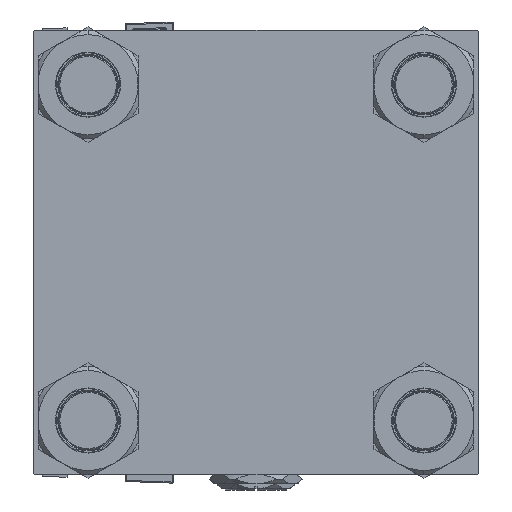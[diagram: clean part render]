
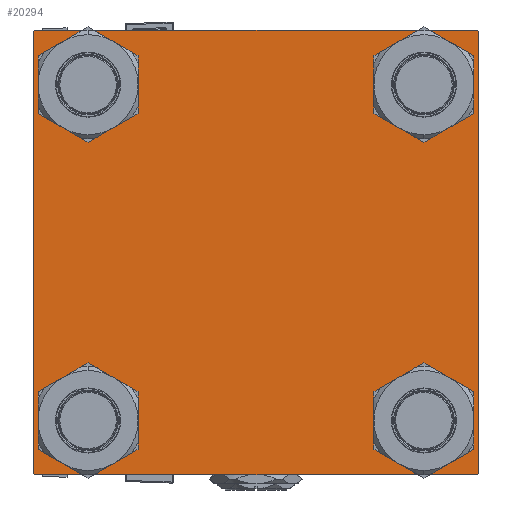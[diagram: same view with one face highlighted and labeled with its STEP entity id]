
A CAD part, left-side view. The second image highlights one B-rep face of the part: STEP entity #20294.
In plain terms, the highlighted planar face has unit normal (-1, 0, 0).
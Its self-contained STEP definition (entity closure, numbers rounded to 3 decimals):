
#273 = DIRECTION ( 'NONE',  ( 1., 0., 0. ) ) ;
#637 = VERTEX_POINT ( 'NONE', #8767 ) ;
#2032 = VERTEX_POINT ( 'NONE', #19517 ) ;
#2033 = FACE_OUTER_BOUND ( 'NONE', #10878, .T. ) ;
#2582 = LINE ( 'NONE', #44552, #26511 ) ;
#2869 = CARTESIAN_POINT ( 'NONE',  ( 0., 77.45, 63.45 ) ) ;
#3373 = CARTESIAN_POINT ( 'NONE',  ( 0., 102.25, -102.25 ) ) ;
#4294 = VERTEX_POINT ( 'NONE', #54324 ) ;
#5044 = CARTESIAN_POINT ( 'NONE',  ( 0., 102.5, 102. ) ) ;
#5826 = ORIENTED_EDGE ( 'NONE', *, *, #38115, .T. ) ;
#5912 = PLANE ( 'NONE',  #46865 ) ;
#6460 = FACE_BOUND ( 'NONE', #53923, .T. ) ;
#6609 = CARTESIAN_POINT ( 'NONE',  ( 0., -77.45, 77.45 ) ) ;
#7776 = CARTESIAN_POINT ( 'NONE',  ( 0., -102.5, -102. ) ) ;
#8293 = VERTEX_POINT ( 'NONE', #54257 ) ;
#8298 = VERTEX_POINT ( 'NONE', #2869 ) ;
#8536 = VERTEX_POINT ( 'NONE', #54116 ) ;
#8638 = VECTOR ( 'NONE', #13704, 1000. ) ;
#8767 = CARTESIAN_POINT ( 'NONE',  ( 0., 77.45, -91.45 ) ) ;
#9264 = EDGE_CURVE ( 'NONE', #8298, #4294, #19762, .T. ) ;
#9427 = EDGE_CURVE ( 'NONE', #4294, #8298, #26868, .T. ) ;
#9625 = ORIENTED_EDGE ( 'NONE', *, *, #38580, .T. ) ;
#9884 = EDGE_CURVE ( 'NONE', #21271, #10307, #25892, .T. ) ;
#10307 = VERTEX_POINT ( 'NONE', #38598 ) ;
#10316 = LINE ( 'NONE', #23111, #21021 ) ;
#10878 = EDGE_LOOP ( 'NONE', ( #47724, #26807, #48748, #32486, #31164, #35835, #33367, #5826 ) ) ;
#10896 = CARTESIAN_POINT ( 'NONE',  ( 0., -77.45, 77.45 ) ) ;
#11498 = DIRECTION ( 'NONE',  ( 0., 0., 1. ) ) ;
#11648 = DIRECTION ( 'NONE',  ( 1., 0., 0. ) ) ;
#13303 = CARTESIAN_POINT ( 'NONE',  ( 0., 77.45, 77.45 ) ) ;
#13379 = VECTOR ( 'NONE', #42560, 1000. ) ;
#13704 = DIRECTION ( 'NONE',  ( 0., 0.707, -0.707 ) ) ;
#14046 = EDGE_CURVE ( 'NONE', #637, #8536, #46631, .T. ) ;
#14257 = FACE_BOUND ( 'NONE', #51582, .T. ) ;
#15141 = CARTESIAN_POINT ( 'NONE',  ( 0., -77.45, -77.45 ) ) ;
#15631 = AXIS2_PLACEMENT_3D ( 'NONE', #6609, #18856, #35804 ) ;
#15727 = CIRCLE ( 'NONE', #19269, 14. ) ;
#15959 = CIRCLE ( 'NONE', #22172, 14. ) ;
#16088 = AXIS2_PLACEMENT_3D ( 'NONE', #46630, #43010, #21639 ) ;
#16729 = EDGE_CURVE ( 'NONE', #26406, #38523, #50275, .T. ) ;
#17572 = EDGE_LOOP ( 'NONE', ( #41644, #28704 ) ) ;
#17822 = CARTESIAN_POINT ( 'NONE',  ( 0., -77.45, -77.45 ) ) ;
#18355 = ORIENTED_EDGE ( 'NONE', *, *, #9264, .T. ) ;
#18856 = DIRECTION ( 'NONE',  ( 1., 0., 0. ) ) ;
#19132 = DIRECTION ( 'NONE',  ( 1., 0., 0. ) ) ;
#19269 = AXIS2_PLACEMENT_3D ( 'NONE', #15141, #45123, #11498 ) ;
#19517 = CARTESIAN_POINT ( 'NONE',  ( 0., -77.45, -91.45 ) ) ;
#19762 = CIRCLE ( 'NONE', #45491, 14. ) ;
#19811 = LINE ( 'NONE', #49807, #21978 ) ;
#20056 = LINE ( 'NONE', #23944, #40821 ) ;
#20122 = CARTESIAN_POINT ( 'NONE',  ( 0., -77.45, 63.45 ) ) ;
#20294 = ADVANCED_FACE ( 'NONE', ( #40347, #14257, #6460, #39800, #2033 ), #5912, .T. ) ;
#20820 = CARTESIAN_POINT ( 'NONE',  ( 0., 77.45, 77.45 ) ) ;
#21021 = VECTOR ( 'NONE', #49205, 1000. ) ;
#21271 = VERTEX_POINT ( 'NONE', #45477 ) ;
#21463 = CARTESIAN_POINT ( 'NONE',  ( 0., 102.5, -102.5 ) ) ;
#21639 = DIRECTION ( 'NONE',  ( 0., 0., 1. ) ) ;
#21978 = VECTOR ( 'NONE', #45632, 1000. ) ;
#22032 = VERTEX_POINT ( 'NONE', #54438 ) ;
#22172 = AXIS2_PLACEMENT_3D ( 'NONE', #10896, #52871, #28110 ) ;
#23111 = CARTESIAN_POINT ( 'NONE',  ( 0., -102.25, -102.25 ) ) ;
#23306 = DIRECTION ( 'NONE',  ( 0., 0., 1. ) ) ;
#23704 = CIRCLE ( 'NONE', #29022, 14. ) ;
#23842 = EDGE_CURVE ( 'NONE', #26636, #28975, #2582, .T. ) ;
#23944 = CARTESIAN_POINT ( 'NONE',  ( 0., -102.25, 102.25 ) ) ;
#24219 = DIRECTION ( 'NONE',  ( 0., -0.707, -0.707 ) ) ;
#25892 = LINE ( 'NONE', #21463, #13379 ) ;
#26126 = EDGE_LOOP ( 'NONE', ( #44350, #18355 ) ) ;
#26406 = VERTEX_POINT ( 'NONE', #39252 ) ;
#26511 = VECTOR ( 'NONE', #41180, 1000. ) ;
#26636 = VERTEX_POINT ( 'NONE', #46439 ) ;
#26807 = ORIENTED_EDGE ( 'NONE', *, *, #30906, .T. ) ;
#26868 = CIRCLE ( 'NONE', #41936, 14. ) ;
#27036 = DIRECTION ( 'NONE',  ( 0., 0., 1. ) ) ;
#27623 = EDGE_CURVE ( 'NONE', #26636, #22032, #20056, .T. ) ;
#27634 = EDGE_CURVE ( 'NONE', #42815, #41857, #41160, .T. ) ;
#28110 = DIRECTION ( 'NONE',  ( 0., 0., 1. ) ) ;
#28386 = CARTESIAN_POINT ( 'NONE',  ( 0., 102.5, 102.5 ) ) ;
#28517 = ORIENTED_EDGE ( 'NONE', *, *, #39010, .T. ) ;
#28704 = ORIENTED_EDGE ( 'NONE', *, *, #47753, .T. ) ;
#28975 = VERTEX_POINT ( 'NONE', #7776 ) ;
#29022 = AXIS2_PLACEMENT_3D ( 'NONE', #17822, #48103, #38661 ) ;
#29176 = VERTEX_POINT ( 'NONE', #34719 ) ;
#30906 = EDGE_CURVE ( 'NONE', #41857, #21271, #49230, .T. ) ;
#31164 = ORIENTED_EDGE ( 'NONE', *, *, #23842, .F. ) ;
#31200 = CARTESIAN_POINT ( 'NONE',  ( 0., 0., 0. ) ) ;
#32486 = ORIENTED_EDGE ( 'NONE', *, *, #40930, .T. ) ;
#32792 = CARTESIAN_POINT ( 'NONE',  ( 0., 102.5, -102. ) ) ;
#33367 = ORIENTED_EDGE ( 'NONE', *, *, #39629, .F. ) ;
#34719 = CARTESIAN_POINT ( 'NONE',  ( 0., 102., 102.5 ) ) ;
#35647 = CARTESIAN_POINT ( 'NONE',  ( 0., 102.25, 102.25 ) ) ;
#35804 = DIRECTION ( 'NONE',  ( 0., 0., 1. ) ) ;
#35835 = ORIENTED_EDGE ( 'NONE', *, *, #27623, .T. ) ;
#37736 = AXIS2_PLACEMENT_3D ( 'NONE', #48590, #19132, #23306 ) ;
#38115 = EDGE_CURVE ( 'NONE', #29176, #42815, #47333, .T. ) ;
#38523 = VERTEX_POINT ( 'NONE', #20122 ) ;
#38580 = EDGE_CURVE ( 'NONE', #2032, #8293, #15727, .T. ) ;
#38598 = CARTESIAN_POINT ( 'NONE',  ( 0., -102., -102.5 ) ) ;
#38661 = DIRECTION ( 'NONE',  ( 0., 0., 1. ) ) ;
#38858 = DIRECTION ( 'NONE',  ( 0., 0., 1. ) ) ;
#39010 = EDGE_CURVE ( 'NONE', #8293, #2032, #23704, .T. ) ;
#39252 = CARTESIAN_POINT ( 'NONE',  ( 0., -77.45, 91.45 ) ) ;
#39450 = ORIENTED_EDGE ( 'NONE', *, *, #14046, .T. ) ;
#39629 = EDGE_CURVE ( 'NONE', #29176, #22032, #19811, .T. ) ;
#39800 = FACE_BOUND ( 'NONE', #26126, .T. ) ;
#40347 = FACE_BOUND ( 'NONE', #17572, .T. ) ;
#40821 = VECTOR ( 'NONE', #45607, 1000. ) ;
#40930 = EDGE_CURVE ( 'NONE', #10307, #28975, #10316, .T. ) ;
#41160 = LINE ( 'NONE', #28386, #42578 ) ;
#41180 = DIRECTION ( 'NONE',  ( 0., 0., -1. ) ) ;
#41367 = DIRECTION ( 'NONE',  ( 0., 0., 1. ) ) ;
#41644 = ORIENTED_EDGE ( 'NONE', *, *, #16729, .T. ) ;
#41857 = VERTEX_POINT ( 'NONE', #32792 ) ;
#41936 = AXIS2_PLACEMENT_3D ( 'NONE', #13303, #273, #38858 ) ;
#42560 = DIRECTION ( 'NONE',  ( 0., -1., 0. ) ) ;
#42578 = VECTOR ( 'NONE', #49783, 1000. ) ;
#42815 = VERTEX_POINT ( 'NONE', #5044 ) ;
#43010 = DIRECTION ( 'NONE',  ( 1., 0., 0. ) ) ;
#44350 = ORIENTED_EDGE ( 'NONE', *, *, #9427, .T. ) ;
#44500 = CIRCLE ( 'NONE', #16088, 14. ) ;
#44552 = CARTESIAN_POINT ( 'NONE',  ( 0., -102.5, 102.5 ) ) ;
#45123 = DIRECTION ( 'NONE',  ( 1., 0., 0. ) ) ;
#45477 = CARTESIAN_POINT ( 'NONE',  ( 0., 102., -102.5 ) ) ;
#45491 = AXIS2_PLACEMENT_3D ( 'NONE', #20820, #11648, #41367 ) ;
#45607 = DIRECTION ( 'NONE',  ( 0., 0.707, 0.707 ) ) ;
#45632 = DIRECTION ( 'NONE',  ( 0., -1., 0. ) ) ;
#46439 = CARTESIAN_POINT ( 'NONE',  ( 0., -102.5, 102. ) ) ;
#46630 = CARTESIAN_POINT ( 'NONE',  ( 0., 77.45, -77.45 ) ) ;
#46631 = CIRCLE ( 'NONE', #37736, 14. ) ;
#46865 = AXIS2_PLACEMENT_3D ( 'NONE', #31200, #52603, #27036 ) ;
#47333 = LINE ( 'NONE', #35647, #8638 ) ;
#47724 = ORIENTED_EDGE ( 'NONE', *, *, #27634, .T. ) ;
#47753 = EDGE_CURVE ( 'NONE', #38523, #26406, #15959, .T. ) ;
#48103 = DIRECTION ( 'NONE',  ( 1., 0., 0. ) ) ;
#48590 = CARTESIAN_POINT ( 'NONE',  ( 0., 77.45, -77.45 ) ) ;
#48748 = ORIENTED_EDGE ( 'NONE', *, *, #9884, .T. ) ;
#49205 = DIRECTION ( 'NONE',  ( 0., -0.707, 0.707 ) ) ;
#49230 = LINE ( 'NONE', #3373, #49825 ) ;
#49783 = DIRECTION ( 'NONE',  ( 0., 0., -1. ) ) ;
#49807 = CARTESIAN_POINT ( 'NONE',  ( 0., 102.5, 102.5 ) ) ;
#49825 = VECTOR ( 'NONE', #24219, 1000. ) ;
#50275 = CIRCLE ( 'NONE', #15631, 14. ) ;
#50359 = EDGE_CURVE ( 'NONE', #8536, #637, #44500, .T. ) ;
#51499 = ORIENTED_EDGE ( 'NONE', *, *, #50359, .T. ) ;
#51582 = EDGE_LOOP ( 'NONE', ( #28517, #9625 ) ) ;
#52603 = DIRECTION ( 'NONE',  ( -1., 0., 0. ) ) ;
#52871 = DIRECTION ( 'NONE',  ( 1., 0., 0. ) ) ;
#53923 = EDGE_LOOP ( 'NONE', ( #51499, #39450 ) ) ;
#54116 = CARTESIAN_POINT ( 'NONE',  ( 0., 77.45, -63.45 ) ) ;
#54257 = CARTESIAN_POINT ( 'NONE',  ( 0., -77.45, -63.45 ) ) ;
#54324 = CARTESIAN_POINT ( 'NONE',  ( 0., 77.45, 91.45 ) ) ;
#54438 = CARTESIAN_POINT ( 'NONE',  ( 0., -102., 102.5 ) ) ;
